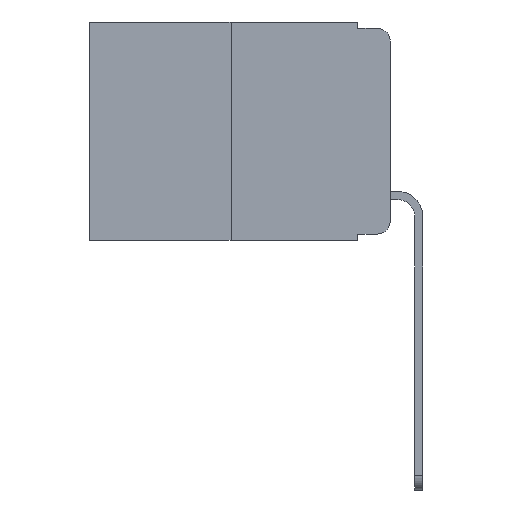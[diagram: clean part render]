
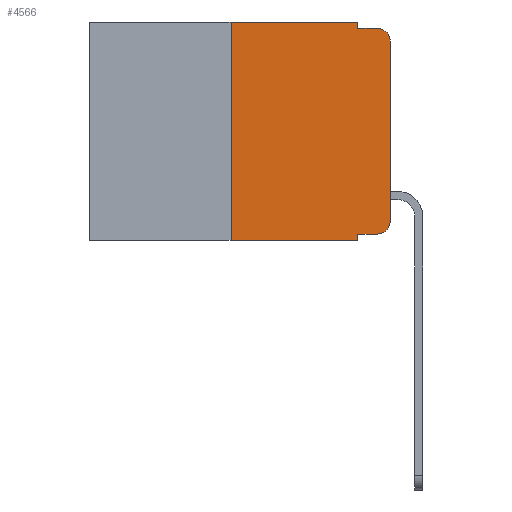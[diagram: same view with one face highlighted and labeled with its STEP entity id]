
A CAD part, left-side view. The second image highlights one B-rep face of the part: STEP entity #4566.
In plain terms, the highlighted planar face has unit normal (-1, 0, 0).
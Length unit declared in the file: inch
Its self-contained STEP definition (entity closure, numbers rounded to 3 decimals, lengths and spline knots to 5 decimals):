
#17 = DIRECTION ( 'NONE',  ( 0., 0., -1. ) ) ;
#70 = VERTEX_POINT ( 'NONE', #2897 ) ;
#194 = PLANE ( 'NONE',  #7491 ) ;
#396 = LINE ( 'NONE', #13463, #16662 ) ;
#943 = ORIENTED_EDGE ( 'NONE', *, *, #15562, .F. ) ;
#1145 = DIRECTION ( 'NONE',  ( 0., -1., 0. ) ) ;
#1845 = CARTESIAN_POINT ( 'NONE',  ( 0., 0.051, 0. ) ) ;
#1995 = CARTESIAN_POINT ( 'NONE',  ( 0., 0.051, -0.01 ) ) ;
#2149 = LINE ( 'NONE', #19494, #13823 ) ;
#2152 = VECTOR ( 'NONE', #16590, 39.37008 ) ;
#2393 = CARTESIAN_POINT ( 'NONE',  ( 0., 0.02, -0.03 ) ) ;
#2897 = CARTESIAN_POINT ( 'NONE',  ( 0., 0.051, 0. ) ) ;
#3836 = CARTESIAN_POINT ( 'NONE',  ( 0., 0.473, 0. ) ) ;
#4128 = DIRECTION ( 'NONE',  ( 0., 0., -1. ) ) ;
#4162 = FACE_OUTER_BOUND ( 'NONE', #9536, .T. ) ;
#4243 = CARTESIAN_POINT ( 'NONE',  ( 0., 0.02, -0.313 ) ) ;
#4566 = ADVANCED_FACE ( 'NONE', ( #4162 ), #194, .F. ) ;
#5710 = VERTEX_POINT ( 'NONE', #10685 ) ;
#5757 = CARTESIAN_POINT ( 'NONE',  ( 0., 0.473, -0.343 ) ) ;
#5866 = ORIENTED_EDGE ( 'NONE', *, *, #16200, .T. ) ;
#5935 = VERTEX_POINT ( 'NONE', #11097 ) ;
#5984 = DIRECTION ( 'NONE',  ( 0., 0., -1. ) ) ;
#6380 = ORIENTED_EDGE ( 'NONE', *, *, #16270, .T. ) ;
#6396 = VERTEX_POINT ( 'NONE', #14880 ) ;
#6479 = AXIS2_PLACEMENT_3D ( 'NONE', #4243, #15031, #5984 ) ;
#6633 = EDGE_CURVE ( 'NONE', #5935, #70, #2149, .T. ) ;
#6707 = LINE ( 'NONE', #7699, #2152 ) ;
#6932 = VERTEX_POINT ( 'NONE', #11769 ) ;
#6940 = VERTEX_POINT ( 'NONE', #1995 ) ;
#6951 = VECTOR ( 'NONE', #18853, 39.37008 ) ;
#7126 = ORIENTED_EDGE ( 'NONE', *, *, #6633, .F. ) ;
#7157 = DIRECTION ( 'NONE',  ( 0., 0., -1. ) ) ;
#7452 = VERTEX_POINT ( 'NONE', #16469 ) ;
#7491 = AXIS2_PLACEMENT_3D ( 'NONE', #3836, #19314, #7157 ) ;
#7691 = VECTOR ( 'NONE', #10777, 39.37008 ) ;
#7699 = CARTESIAN_POINT ( 'NONE',  ( 0., 0.051, 0. ) ) ;
#8445 = CARTESIAN_POINT ( 'NONE',  ( 0., 0., -0.03 ) ) ;
#9017 = DIRECTION ( 'NONE',  ( 0., -1., 0. ) ) ;
#9223 = CIRCLE ( 'NONE', #16209, 0.02 ) ;
#9536 = EDGE_LOOP ( 'NONE', ( #12448, #16173, #13362, #943, #7126, #15077, #19669, #12692, #5866, #6380 ) ) ;
#10438 = LINE ( 'NONE', #15288, #17549 ) ;
#10685 = CARTESIAN_POINT ( 'NONE',  ( 0., 0.02, -0.01 ) ) ;
#10777 = DIRECTION ( 'NONE',  ( 0., -1., 0. ) ) ;
#11097 = CARTESIAN_POINT ( 'NONE',  ( 0., 0.25, 0. ) ) ;
#11583 = EDGE_CURVE ( 'NONE', #17808, #19393, #17796, .T. ) ;
#11769 = CARTESIAN_POINT ( 'NONE',  ( 0., 0.02, -0.333 ) ) ;
#12290 = LINE ( 'NONE', #15047, #7691 ) ;
#12448 = ORIENTED_EDGE ( 'NONE', *, *, #15335, .T. ) ;
#12692 = ORIENTED_EDGE ( 'NONE', *, *, #15939, .F. ) ;
#12732 = VECTOR ( 'NONE', #17, 39.37008 ) ;
#13362 = ORIENTED_EDGE ( 'NONE', *, *, #15521, .F. ) ;
#13463 = CARTESIAN_POINT ( 'NONE',  ( 0., 0.051, -0.333 ) ) ;
#13546 = DIRECTION ( 'NONE',  ( -1., 0., 0. ) ) ;
#13823 = VECTOR ( 'NONE', #1145, 39.37008 ) ;
#13940 = VERTEX_POINT ( 'NONE', #8445 ) ;
#14880 = CARTESIAN_POINT ( 'NONE',  ( 0., 0., -0.313 ) ) ;
#14920 = LINE ( 'NONE', #16106, #6951 ) ;
#15031 = DIRECTION ( 'NONE',  ( -1., 0., 0. ) ) ;
#15047 = CARTESIAN_POINT ( 'NONE',  ( 0., 0.051, -0.01 ) ) ;
#15077 = ORIENTED_EDGE ( 'NONE', *, *, #15612, .F. ) ;
#15288 = CARTESIAN_POINT ( 'NONE',  ( 0., 0.25, 0. ) ) ;
#15335 = EDGE_CURVE ( 'NONE', #6396, #13940, #14920, .T. ) ;
#15461 = EDGE_CURVE ( 'NONE', #13940, #5710, #9223, .T. ) ;
#15521 = EDGE_CURVE ( 'NONE', #6940, #5710, #12290, .T. ) ;
#15562 = EDGE_CURVE ( 'NONE', #70, #6940, #6707, .T. ) ;
#15612 = EDGE_CURVE ( 'NONE', #17808, #5935, #10438, .T. ) ;
#15939 = EDGE_CURVE ( 'NONE', #7452, #19393, #16884, .T. ) ;
#16106 = CARTESIAN_POINT ( 'NONE',  ( 0., 0., 0. ) ) ;
#16173 = ORIENTED_EDGE ( 'NONE', *, *, #15461, .T. ) ;
#16200 = EDGE_CURVE ( 'NONE', #7452, #6932, #396, .T. ) ;
#16209 = AXIS2_PLACEMENT_3D ( 'NONE', #2393, #13546, #4128 ) ;
#16270 = EDGE_CURVE ( 'NONE', #6932, #6396, #17457, .T. ) ;
#16469 = CARTESIAN_POINT ( 'NONE',  ( 0., 0.051, -0.333 ) ) ;
#16590 = DIRECTION ( 'NONE',  ( 0., 0., -1. ) ) ;
#16606 = CARTESIAN_POINT ( 'NONE',  ( 0., 0.25, -0.343 ) ) ;
#16662 = VECTOR ( 'NONE', #19049, 39.37008 ) ;
#16704 = DIRECTION ( 'NONE',  ( 0., 0., 1. ) ) ;
#16884 = LINE ( 'NONE', #1845, #12732 ) ;
#17365 = VECTOR ( 'NONE', #9017, 39.37008 ) ;
#17457 = CIRCLE ( 'NONE', #6479, 0.02 ) ;
#17549 = VECTOR ( 'NONE', #16704, 39.37008 ) ;
#17796 = LINE ( 'NONE', #5757, #17365 ) ;
#17808 = VERTEX_POINT ( 'NONE', #16606 ) ;
#18853 = DIRECTION ( 'NONE',  ( 0., 0., 1. ) ) ;
#19019 = CARTESIAN_POINT ( 'NONE',  ( 0., 0.051, -0.343 ) ) ;
#19049 = DIRECTION ( 'NONE',  ( 0., -1., 0. ) ) ;
#19314 = DIRECTION ( 'NONE',  ( 1., 0., 0. ) ) ;
#19393 = VERTEX_POINT ( 'NONE', #19019 ) ;
#19494 = CARTESIAN_POINT ( 'NONE',  ( 0., 0.473, 0. ) ) ;
#19669 = ORIENTED_EDGE ( 'NONE', *, *, #11583, .T. ) ;
